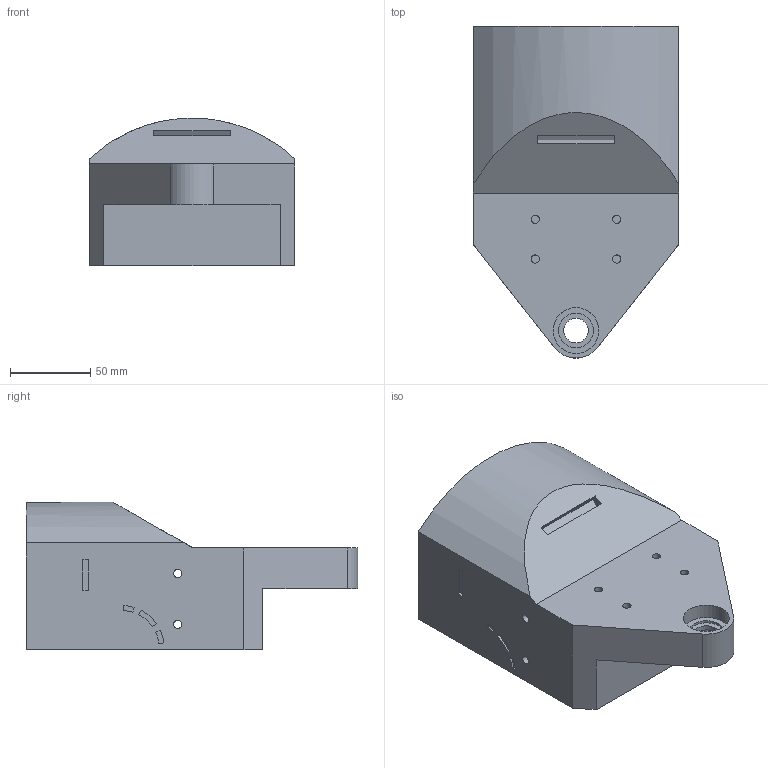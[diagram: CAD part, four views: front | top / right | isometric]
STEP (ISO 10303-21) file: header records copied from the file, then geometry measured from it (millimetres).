
FILE_DESCRIPTION(/* description */ (''),/* implementation_level */ '2;1');
FILE_NAME(/* name */ '642e3c1e-059c-4e6d-8c22-c91c1c940d74.stp',/* time_stamp */ '2019-02-09T11:28:02+09:00',/* author */ (''),/* organization */ (''),/* preprocessor_version */ 'ST-DEVELOPER v17.2',/* originating_system */ 'Autodesk Translation Framework v7.6.0.251',/* authorisation */ '');
FILE_SCHEMA (('AUTOMOTIVE_DESIGN { 1 0 10303 214 3 1 1 }'));
Length unit declared in the file: inch
Products named in the file (1): OuterAnkle_CSR_Bearing
Bounding box: 128.27 x 206.95 x 92.05 mm (x, y, z)
Volume: 401828.5 mm3; surface area: 139341.2 mm2
Topology: 1 solids, 1 shells, 125 faces, 291 edges, 182 vertices
Faces by surface type: plane 57, cylinder 55, sphere 12, bspline 1
Full cylindrical faces by diameter (mm): 5.156 x12, 15.24 x1, 21.59 x2, 28.575 x2
Entity records: 3672 total; most frequent: DIRECTION 654, CARTESIAN_POINT 630, ORIENTED_EDGE 582, EDGE_CURVE 291, AXIS2_PLACEMENT_3D 238, VERTEX_POINT 182, LINE 178, VECTOR 178
